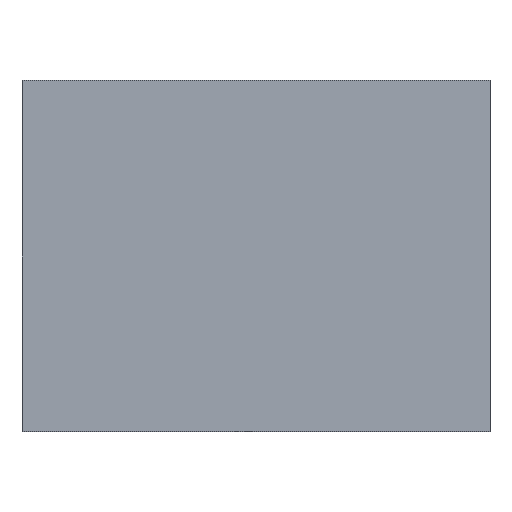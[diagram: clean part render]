
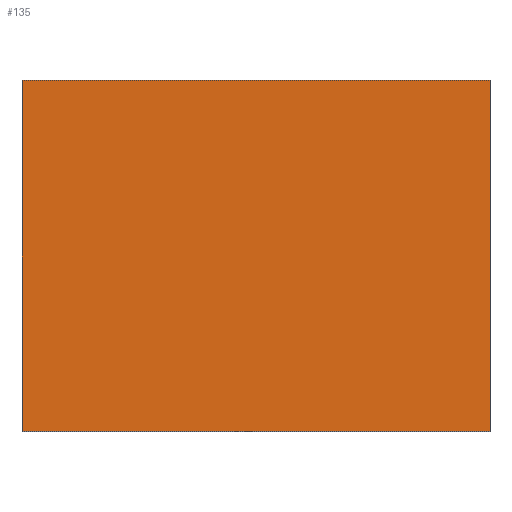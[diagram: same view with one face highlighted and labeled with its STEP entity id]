
A CAD part, top view. The second image highlights one B-rep face of the part: STEP entity #135.
In plain terms, the highlighted planar face has unit normal (0, 0, 1).
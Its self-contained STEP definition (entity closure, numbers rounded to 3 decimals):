
#135 = ADVANCED_FACE( '', ( #228 ), #229, .F. );
#228 = FACE_OUTER_BOUND( '', #296, .T. );
#229 = PLANE( '', #297 );
#296 = EDGE_LOOP( '', ( #432, #433, #434, #435 ) );
#297 = AXIS2_PLACEMENT_3D( '', #436, #437, #438 );
#432 = ORIENTED_EDGE( '', *, *, #499, .F. );
#433 = ORIENTED_EDGE( '', *, *, #483, .F. );
#434 = ORIENTED_EDGE( '', *, *, #492, .F. );
#435 = ORIENTED_EDGE( '', *, *, #487, .F. );
#436 = CARTESIAN_POINT( '', ( 0., 0., 0.025 ) );
#437 = DIRECTION( '', ( 0., 0., -1. ) );
#438 = DIRECTION( '', ( -1., 0., 0. ) );
#483 = EDGE_CURVE( '', #556, #558, #559, .T. );
#487 = EDGE_CURVE( '', #562, #564, #565, .T. );
#492 = EDGE_CURVE( '', #564, #556, #570, .T. );
#499 = EDGE_CURVE( '', #558, #562, #577, .T. );
#556 = VERTEX_POINT( '', #659 );
#558 = VERTEX_POINT( '', #662 );
#559 = LINE( '', #663, #664 );
#562 = VERTEX_POINT( '', #668 );
#564 = VERTEX_POINT( '', #671 );
#565 = LINE( '', #672, #673 );
#570 = LINE( '', #680, #681 );
#577 = LINE( '', #690, #691 );
#659 = CARTESIAN_POINT( '', ( -200., 150., 0.025 ) );
#662 = CARTESIAN_POINT( '', ( 200., 150., 0.025 ) );
#663 = CARTESIAN_POINT( '', ( -200., 150., 0.025 ) );
#664 = VECTOR( '', #720, 1000. );
#668 = CARTESIAN_POINT( '', ( 200., -150., 0.025 ) );
#671 = CARTESIAN_POINT( '', ( -200., -150., 0.025 ) );
#672 = CARTESIAN_POINT( '', ( 200., -150., 0.025 ) );
#673 = VECTOR( '', #723, 1000. );
#680 = CARTESIAN_POINT( '', ( -200., -150., 0.025 ) );
#681 = VECTOR( '', #726, 1000. );
#690 = CARTESIAN_POINT( '', ( 200., 150., 0.025 ) );
#691 = VECTOR( '', #729, 1000. );
#720 = DIRECTION( '', ( 1., 0., 0. ) );
#723 = DIRECTION( '', ( -1., 0., 0. ) );
#726 = DIRECTION( '', ( 0., 1., 0. ) );
#729 = DIRECTION( '', ( 0., -1., 0. ) );
